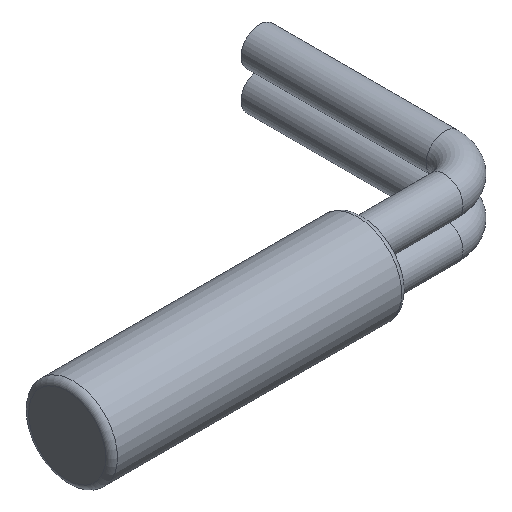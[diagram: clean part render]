
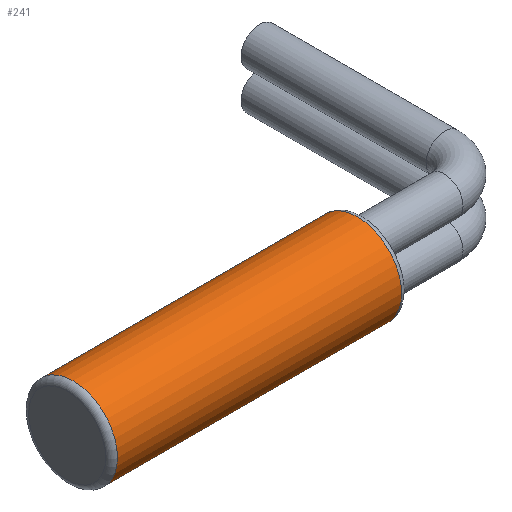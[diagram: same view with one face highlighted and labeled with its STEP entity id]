
A CAD part, isometric view. The second image highlights one B-rep face of the part: STEP entity #241.
In plain terms, the highlighted cylindrical face has radius 3 mm (diameter 6 mm), a full revolution.
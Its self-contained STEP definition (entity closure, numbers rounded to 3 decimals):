
#24=LINE('',#457,#29);
#29=VECTOR('',#382,3.);
#34=CYLINDRICAL_SURFACE('',#297,3.);
#44=FACE_OUTER_BOUND('',#57,.T.);
#57=EDGE_LOOP('',(#194,#195,#196,#197,#198,#199));
#81=CIRCLE('',#292,3.);
#85=CIRCLE('',#296,3.);
#86=CIRCLE('',#298,3.);
#87=CIRCLE('',#299,3.);
#107=VERTEX_POINT('',#443);
#108=VERTEX_POINT('',#444);
#111=VERTEX_POINT('',#453);
#112=VERTEX_POINT('',#454);
#137=EDGE_CURVE('',#107,#108,#81,.T.);
#141=EDGE_CURVE('',#108,#107,#85,.T.);
#142=EDGE_CURVE('',#111,#112,#86,.T.);
#143=EDGE_CURVE('',#112,#111,#87,.T.);
#144=EDGE_CURVE('',#112,#108,#24,.T.);
#194=ORIENTED_EDGE('',*,*,#142,.F.);
#195=ORIENTED_EDGE('',*,*,#143,.F.);
#196=ORIENTED_EDGE('',*,*,#144,.T.);
#197=ORIENTED_EDGE('',*,*,#137,.F.);
#198=ORIENTED_EDGE('',*,*,#141,.F.);
#199=ORIENTED_EDGE('',*,*,#144,.F.);
#241=ADVANCED_FACE('',(#44),#34,.T.);
#292=AXIS2_PLACEMENT_3D('',#445,#366,#367);
#296=AXIS2_PLACEMENT_3D('',#451,#374,#375);
#297=AXIS2_PLACEMENT_3D('',#452,#376,#377);
#298=AXIS2_PLACEMENT_3D('',#455,#378,#379);
#299=AXIS2_PLACEMENT_3D('',#456,#380,#381);
#366=DIRECTION('center_axis',(1.,0.,0.));
#367=DIRECTION('ref_axis',(0.,0.,-1.));
#374=DIRECTION('center_axis',(1.,0.,0.));
#375=DIRECTION('ref_axis',(0.,0.,-1.));
#376=DIRECTION('center_axis',(-1.,0.,0.));
#377=DIRECTION('ref_axis',(0.,0.,1.));
#378=DIRECTION('center_axis',(-1.,0.,0.));
#379=DIRECTION('ref_axis',(0.,0.,-1.));
#380=DIRECTION('center_axis',(-1.,0.,0.));
#381=DIRECTION('ref_axis',(0.,0.,-1.));
#382=DIRECTION('',(1.,0.,0.));
#443=CARTESIAN_POINT('',(9.6,9.,9.5));
#444=CARTESIAN_POINT('',(9.6,9.,3.5));
#445=CARTESIAN_POINT('Origin',(9.6,9.,6.5));
#451=CARTESIAN_POINT('Origin',(9.6,9.,6.5));
#452=CARTESIAN_POINT('Origin',(10.,9.,6.5));
#453=CARTESIAN_POINT('',(-9.6,9.,9.5));
#454=CARTESIAN_POINT('',(-9.6,9.,3.5));
#455=CARTESIAN_POINT('Origin',(-9.6,9.,6.5));
#456=CARTESIAN_POINT('Origin',(-9.6,9.,6.5));
#457=CARTESIAN_POINT('',(10.,9.,3.5));
